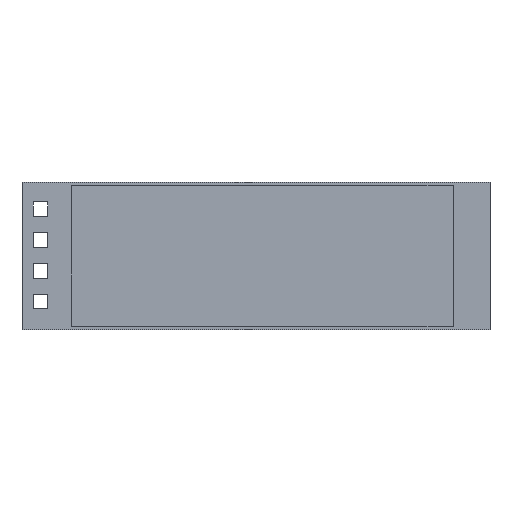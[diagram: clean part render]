
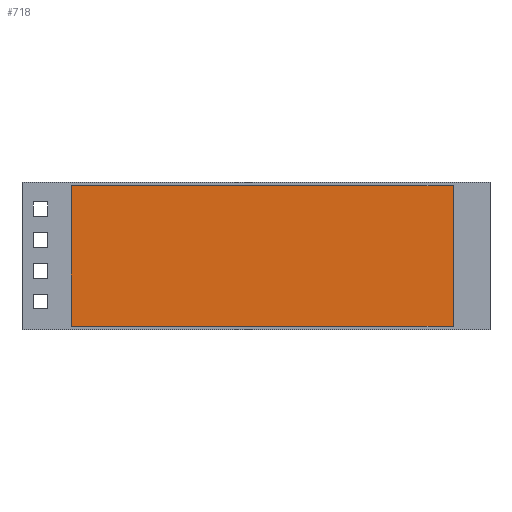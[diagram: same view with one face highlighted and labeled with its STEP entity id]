
A CAD part, top view. The second image highlights one B-rep face of the part: STEP entity #718.
In plain terms, the highlighted planar face has unit normal (0, 0, 1).
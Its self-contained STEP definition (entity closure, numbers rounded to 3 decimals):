
#4 = FACE_OUTER_BOUND ( 'NONE', #520, .T. ) ;
#25 = DIRECTION ( 'NONE',  ( 0., -1., 0. ) ) ;
#35 = LINE ( 'NONE', #209, #265 ) ;
#48 = CARTESIAN_POINT ( 'NONE',  ( 0., 0., 3. ) ) ;
#68 = DIRECTION ( 'NONE',  ( -1., 0., 0. ) ) ;
#161 = LINE ( 'NONE', #404, #985 ) ;
#162 = CARTESIAN_POINT ( 'NONE',  ( 16., -5.7, 3. ) ) ;
#165 = CARTESIAN_POINT ( 'NONE',  ( 16., -5.7, 3. ) ) ;
#209 = CARTESIAN_POINT ( 'NONE',  ( -15., 5.7, 3. ) ) ;
#237 = DIRECTION ( 'NONE',  ( 1., 0., 0. ) ) ;
#265 = VECTOR ( 'NONE', #25, 1000. ) ;
#315 = CARTESIAN_POINT ( 'NONE',  ( -15., -5.7, 3. ) ) ;
#331 = EDGE_CURVE ( 'NONE', #525, #916, #35, .T. ) ;
#392 = CARTESIAN_POINT ( 'NONE',  ( 16., 5.7, 3. ) ) ;
#404 = CARTESIAN_POINT ( 'NONE',  ( 16., 5.7, 3. ) ) ;
#412 = EDGE_CURVE ( 'NONE', #691, #525, #798, .T. ) ;
#436 = VECTOR ( 'NONE', #68, 1000. ) ;
#474 = DIRECTION ( 'NONE',  ( 0., -1., 0. ) ) ;
#505 = VERTEX_POINT ( 'NONE', #162 ) ;
#520 = EDGE_LOOP ( 'NONE', ( #755, #847, #746, #566 ) ) ;
#525 = VERTEX_POINT ( 'NONE', #642 ) ;
#532 = AXIS2_PLACEMENT_3D ( 'NONE', #48, #551, #474 ) ;
#551 = DIRECTION ( 'NONE',  ( 0., 0., -1. ) ) ;
#566 = ORIENTED_EDGE ( 'NONE', *, *, #1013, .T. ) ;
#642 = CARTESIAN_POINT ( 'NONE',  ( -15., 5.7, 3. ) ) ;
#648 = LINE ( 'NONE', #165, #1052 ) ;
#657 = PLANE ( 'NONE',  #532 ) ;
#691 = VERTEX_POINT ( 'NONE', #1002 ) ;
#718 = ADVANCED_FACE ( 'NONE', ( #4 ), #657, .F. ) ;
#746 = ORIENTED_EDGE ( 'NONE', *, *, #331, .T. ) ;
#755 = ORIENTED_EDGE ( 'NONE', *, *, #1031, .T. ) ;
#798 = LINE ( 'NONE', #392, #436 ) ;
#847 = ORIENTED_EDGE ( 'NONE', *, *, #412, .T. ) ;
#916 = VERTEX_POINT ( 'NONE', #315 ) ;
#974 = DIRECTION ( 'NONE',  ( 0., 1., 0. ) ) ;
#985 = VECTOR ( 'NONE', #974, 1000. ) ;
#1002 = CARTESIAN_POINT ( 'NONE',  ( 16., 5.7, 3. ) ) ;
#1013 = EDGE_CURVE ( 'NONE', #916, #505, #648, .T. ) ;
#1031 = EDGE_CURVE ( 'NONE', #505, #691, #161, .T. ) ;
#1052 = VECTOR ( 'NONE', #237, 1000. ) ;
